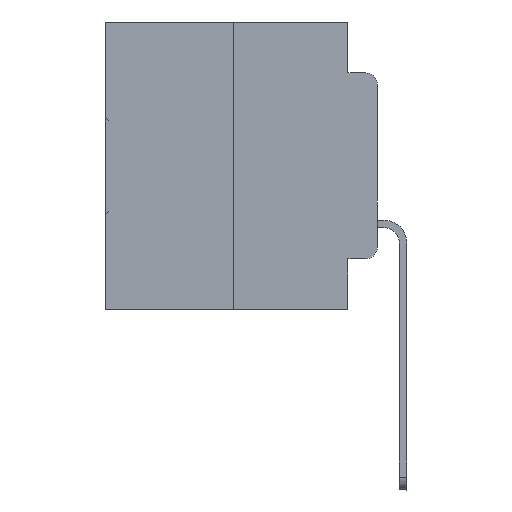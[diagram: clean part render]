
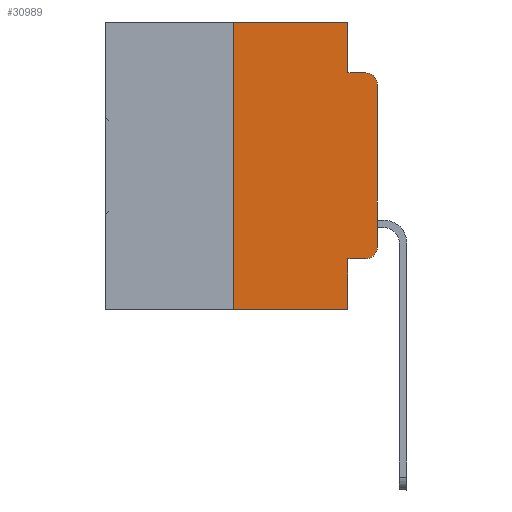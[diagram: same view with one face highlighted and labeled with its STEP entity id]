
A CAD part, left-side view. The second image highlights one B-rep face of the part: STEP entity #30989.
In plain terms, the highlighted planar face has unit normal (-1, 0, 0).
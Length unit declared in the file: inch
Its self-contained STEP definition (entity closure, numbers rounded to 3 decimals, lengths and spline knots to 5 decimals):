
#217 = CARTESIAN_POINT ( 'NONE',  ( 0., 0.02, -0.4115 ) ) ;
#403 = VECTOR ( 'NONE', #31707, 39.37008 ) ;
#1026 = DIRECTION ( 'NONE',  ( 0., 0., -1. ) ) ;
#1182 = CARTESIAN_POINT ( 'NONE',  ( 0., 0.02, -0.1085 ) ) ;
#1334 = VERTEX_POINT ( 'NONE', #10817 ) ;
#1363 = CARTESIAN_POINT ( 'NONE',  ( 0., 0.25, 0. ) ) ;
#1453 = AXIS2_PLACEMENT_3D ( 'NONE', #1182, #1514, #22010 ) ;
#1489 = VERTEX_POINT ( 'NONE', #12500 ) ;
#1514 = DIRECTION ( 'NONE',  ( -1., 0., 0. ) ) ;
#1927 = DIRECTION ( 'NONE',  ( 0., -1., 0. ) ) ;
#2030 = FACE_OUTER_BOUND ( 'NONE', #28683, .T. ) ;
#2045 = DIRECTION ( 'NONE',  ( 0., 0., -1. ) ) ;
#2565 = EDGE_CURVE ( 'NONE', #29708, #1489, #23467, .T. ) ;
#2809 = AXIS2_PLACEMENT_3D ( 'NONE', #29962, #32653, #19841 ) ;
#2945 = LINE ( 'NONE', #22979, #32582 ) ;
#3570 = VECTOR ( 'NONE', #21017, 39.37008 ) ;
#3922 = CARTESIAN_POINT ( 'NONE',  ( 0., 0.25, -0.5 ) ) ;
#4054 = VERTEX_POINT ( 'NONE', #217 ) ;
#4362 = ORIENTED_EDGE ( 'NONE', *, *, #20421, .F. ) ;
#4384 = CARTESIAN_POINT ( 'NONE',  ( 0., 0.473, 0. ) ) ;
#4639 = LINE ( 'NONE', #26881, #13495 ) ;
#5191 = ORIENTED_EDGE ( 'NONE', *, *, #23365, .F. ) ;
#6195 = CARTESIAN_POINT ( 'NONE',  ( 0., 0.473, -0.5 ) ) ;
#7019 = EDGE_CURVE ( 'NONE', #10377, #29708, #10355, .T. ) ;
#7178 = LINE ( 'NONE', #11223, #403 ) ;
#7503 = DIRECTION ( 'NONE',  ( 1., 0., 0. ) ) ;
#7629 = CARTESIAN_POINT ( 'NONE',  ( 0., 0., 0. ) ) ;
#7969 = ORIENTED_EDGE ( 'NONE', *, *, #11394, .T. ) ;
#8041 = EDGE_CURVE ( 'NONE', #4054, #10377, #10693, .T. ) ;
#9192 = DIRECTION ( 'NONE',  ( 0., 0., 1. ) ) ;
#9581 = VECTOR ( 'NONE', #9192, 39.37008 ) ;
#10355 = LINE ( 'NONE', #7629, #3570 ) ;
#10377 = VERTEX_POINT ( 'NONE', #26982 ) ;
#10693 = CIRCLE ( 'NONE', #2809, 0.02 ) ;
#10817 = CARTESIAN_POINT ( 'NONE',  ( 0., 0.051, -0.0885 ) ) ;
#11223 = CARTESIAN_POINT ( 'NONE',  ( 0., 0.051, -0.4115 ) ) ;
#11316 = ORIENTED_EDGE ( 'NONE', *, *, #2565, .T. ) ;
#11394 = EDGE_CURVE ( 'NONE', #29323, #31600, #31721, .T. ) ;
#12066 = CARTESIAN_POINT ( 'NONE',  ( 0., 0.051, -0.5 ) ) ;
#12500 = CARTESIAN_POINT ( 'NONE',  ( 0., 0.02, -0.0885 ) ) ;
#12863 = CARTESIAN_POINT ( 'NONE',  ( 0., 0., -0.1085 ) ) ;
#13007 = DIRECTION ( 'NONE',  ( 0., -1., 0. ) ) ;
#13385 = CARTESIAN_POINT ( 'NONE',  ( 0., 0.051, 0. ) ) ;
#13495 = VECTOR ( 'NONE', #1026, 39.37008 ) ;
#14800 = ORIENTED_EDGE ( 'NONE', *, *, #20360, .F. ) ;
#17018 = LINE ( 'NONE', #22524, #28241 ) ;
#17817 = VECTOR ( 'NONE', #1927, 39.37008 ) ;
#17863 = LINE ( 'NONE', #4384, #17817 ) ;
#18038 = LINE ( 'NONE', #24532, #9581 ) ;
#18794 = CARTESIAN_POINT ( 'NONE',  ( 0., 0.051, -0.4115 ) ) ;
#19489 = ORIENTED_EDGE ( 'NONE', *, *, #27676, .F. ) ;
#19841 = DIRECTION ( 'NONE',  ( 0., 0., -1. ) ) ;
#20116 = CARTESIAN_POINT ( 'NONE',  ( 0., 0.473, 0. ) ) ;
#20226 = DIRECTION ( 'NONE',  ( 0., 0., -1. ) ) ;
#20360 = EDGE_CURVE ( 'NONE', #30778, #1334, #17018, .T. ) ;
#20421 = EDGE_CURVE ( 'NONE', #23727, #30778, #17863, .T. ) ;
#21017 = DIRECTION ( 'NONE',  ( 0., 0., 1. ) ) ;
#22010 = DIRECTION ( 'NONE',  ( 0., 0., -1. ) ) ;
#22524 = CARTESIAN_POINT ( 'NONE',  ( 0., 0.051, 0. ) ) ;
#22979 = CARTESIAN_POINT ( 'NONE',  ( 0., 0.051, -0.0885 ) ) ;
#23033 = ORIENTED_EDGE ( 'NONE', *, *, #8041, .T. ) ;
#23365 = EDGE_CURVE ( 'NONE', #29323, #23727, #18038, .T. ) ;
#23467 = CIRCLE ( 'NONE', #1453, 0.02 ) ;
#23727 = VERTEX_POINT ( 'NONE', #1363 ) ;
#23738 = ORIENTED_EDGE ( 'NONE', *, *, #7019, .T. ) ;
#24532 = CARTESIAN_POINT ( 'NONE',  ( 0., 0.25, 0. ) ) ;
#24549 = VERTEX_POINT ( 'NONE', #18794 ) ;
#25090 = PLANE ( 'NONE',  #27291 ) ;
#25116 = EDGE_CURVE ( 'NONE', #24549, #4054, #7178, .T. ) ;
#25780 = ORIENTED_EDGE ( 'NONE', *, *, #25116, .T. ) ;
#26240 = DIRECTION ( 'NONE',  ( 0., -1., 0. ) ) ;
#26881 = CARTESIAN_POINT ( 'NONE',  ( 0., 0.051, 0. ) ) ;
#26982 = CARTESIAN_POINT ( 'NONE',  ( 0., 0., -0.3915 ) ) ;
#27291 = AXIS2_PLACEMENT_3D ( 'NONE', #20116, #7503, #20226 ) ;
#27676 = EDGE_CURVE ( 'NONE', #24549, #31600, #4639, .T. ) ;
#27931 = ORIENTED_EDGE ( 'NONE', *, *, #29069, .F. ) ;
#28241 = VECTOR ( 'NONE', #2045, 39.37008 ) ;
#28683 = EDGE_LOOP ( 'NONE', ( #23738, #11316, #27931, #14800, #4362, #5191, #7969, #19489, #25780, #23033 ) ) ;
#29069 = EDGE_CURVE ( 'NONE', #1334, #1489, #2945, .T. ) ;
#29323 = VERTEX_POINT ( 'NONE', #3922 ) ;
#29708 = VERTEX_POINT ( 'NONE', #12863 ) ;
#29962 = CARTESIAN_POINT ( 'NONE',  ( 0., 0.02, -0.3915 ) ) ;
#30105 = VECTOR ( 'NONE', #26240, 39.37008 ) ;
#30778 = VERTEX_POINT ( 'NONE', #13385 ) ;
#30989 = ADVANCED_FACE ( 'NONE', ( #2030 ), #25090, .F. ) ;
#31600 = VERTEX_POINT ( 'NONE', #12066 ) ;
#31707 = DIRECTION ( 'NONE',  ( 0., -1., 0. ) ) ;
#31721 = LINE ( 'NONE', #6195, #30105 ) ;
#32582 = VECTOR ( 'NONE', #13007, 39.37008 ) ;
#32653 = DIRECTION ( 'NONE',  ( -1., 0., 0. ) ) ;
